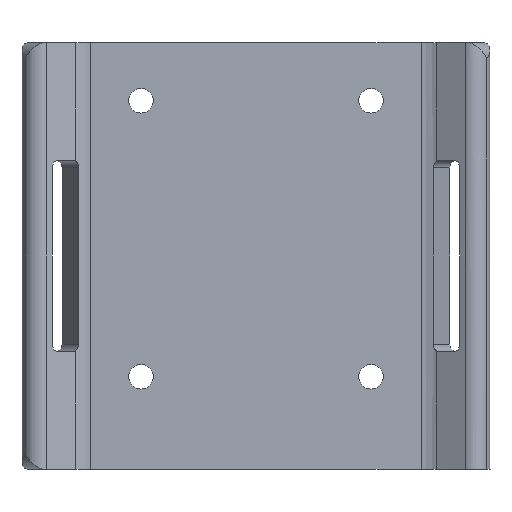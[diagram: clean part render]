
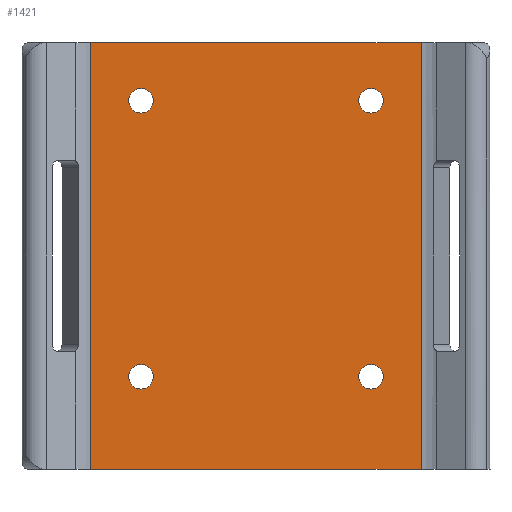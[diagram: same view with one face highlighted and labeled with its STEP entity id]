
A CAD part, front view. The second image highlights one B-rep face of the part: STEP entity #1421.
In plain terms, the highlighted planar face has unit normal (0, -1, 0).
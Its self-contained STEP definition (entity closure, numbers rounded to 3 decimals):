
#18=FACE_BOUND('',#282,.T.);
#19=FACE_BOUND('',#283,.T.);
#20=FACE_BOUND('',#284,.T.);
#21=FACE_BOUND('',#285,.T.);
#123=CIRCLE('',#1575,1.6);
#124=CIRCLE('',#1576,1.6);
#125=CIRCLE('',#1577,1.6);
#126=CIRCLE('',#1578,1.6);
#204=FACE_OUTER_BOUND('',#281,.T.);
#281=EDGE_LOOP('',(#1221,#1222,#1223,#1224));
#282=EDGE_LOOP('',(#1225));
#283=EDGE_LOOP('',(#1226));
#284=EDGE_LOOP('',(#1227));
#285=EDGE_LOOP('',(#1228));
#391=LINE('',#2418,#520);
#406=LINE('',#2454,#535);
#420=LINE('',#2487,#549);
#421=LINE('',#2489,#550);
#520=VECTOR('',#1862,10.);
#535=VECTOR('',#1899,10.);
#549=VECTOR('',#1939,10.);
#550=VECTOR('',#1942,10.);
#671=VERTEX_POINT('',#2415);
#672=VERTEX_POINT('',#2417);
#681=VERTEX_POINT('',#2451);
#682=VERTEX_POINT('',#2453);
#689=VERTEX_POINT('',#2490);
#690=VERTEX_POINT('',#2492);
#691=VERTEX_POINT('',#2494);
#692=VERTEX_POINT('',#2496);
#848=EDGE_CURVE('',#671,#672,#391,.T.);
#867=EDGE_CURVE('',#681,#682,#406,.T.);
#886=EDGE_CURVE('',#672,#681,#420,.T.);
#887=EDGE_CURVE('',#682,#671,#421,.T.);
#888=EDGE_CURVE('',#689,#689,#123,.T.);
#889=EDGE_CURVE('',#690,#690,#124,.T.);
#890=EDGE_CURVE('',#691,#691,#125,.T.);
#891=EDGE_CURVE('',#692,#692,#126,.T.);
#1221=ORIENTED_EDGE('',*,*,#886,.F.);
#1222=ORIENTED_EDGE('',*,*,#848,.F.);
#1223=ORIENTED_EDGE('',*,*,#887,.F.);
#1224=ORIENTED_EDGE('',*,*,#867,.F.);
#1225=ORIENTED_EDGE('',*,*,#888,.T.);
#1226=ORIENTED_EDGE('',*,*,#889,.T.);
#1227=ORIENTED_EDGE('',*,*,#890,.T.);
#1228=ORIENTED_EDGE('',*,*,#891,.T.);
#1352=PLANE('',#1574);
#1421=ADVANCED_FACE('',(#204,#18,#19,#20,#21),#1352,.F.);
#1574=AXIS2_PLACEMENT_3D('',#2488,#1940,#1941);
#1575=AXIS2_PLACEMENT_3D('',#2491,#1943,#1944);
#1576=AXIS2_PLACEMENT_3D('',#2493,#1945,#1946);
#1577=AXIS2_PLACEMENT_3D('',#2495,#1947,#1948);
#1578=AXIS2_PLACEMENT_3D('',#2497,#1949,#1950);
#1862=DIRECTION('',(-1.,0.,0.));
#1899=DIRECTION('',(1.,0.,0.));
#1939=DIRECTION('',(0.,0.,1.));
#1940=DIRECTION('center_axis',(0.,1.,0.));
#1941=DIRECTION('ref_axis',(0.,0.,1.));
#1942=DIRECTION('',(0.,0.,-1.));
#1943=DIRECTION('center_axis',(0.,1.,0.));
#1944=DIRECTION('ref_axis',(1.,0.,0.));
#1945=DIRECTION('center_axis',(0.,1.,0.));
#1946=DIRECTION('ref_axis',(1.,0.,0.));
#1947=DIRECTION('center_axis',(0.,1.,0.));
#1948=DIRECTION('ref_axis',(1.,0.,0.));
#1949=DIRECTION('center_axis',(0.,1.,0.));
#1950=DIRECTION('ref_axis',(1.,0.,0.));
#2415=CARTESIAN_POINT('',(21.528,0.,-27.85));
#2417=CARTESIAN_POINT('',(-21.528,0.,-27.85));
#2418=CARTESIAN_POINT('',(22.6,0.,-27.85));
#2451=CARTESIAN_POINT('',(-21.528,0.,27.85));
#2453=CARTESIAN_POINT('',(21.528,0.,27.85));
#2454=CARTESIAN_POINT('',(-22.6,0.,27.85));
#2487=CARTESIAN_POINT('',(-21.528,0.,13.925));
#2488=CARTESIAN_POINT('Origin',(0.,0.,0.));
#2489=CARTESIAN_POINT('',(21.528,0.,13.925));
#2490=CARTESIAN_POINT('',(13.4,0.,-15.75));
#2491=CARTESIAN_POINT('Origin',(15.,0.,-15.75));
#2492=CARTESIAN_POINT('',(-16.6,0.,20.25));
#2493=CARTESIAN_POINT('Origin',(-15.,0.,20.25));
#2494=CARTESIAN_POINT('',(13.4,0.,20.25));
#2495=CARTESIAN_POINT('Origin',(15.,0.,20.25));
#2496=CARTESIAN_POINT('',(-16.6,0.,-15.75));
#2497=CARTESIAN_POINT('Origin',(-15.,0.,-15.75));
